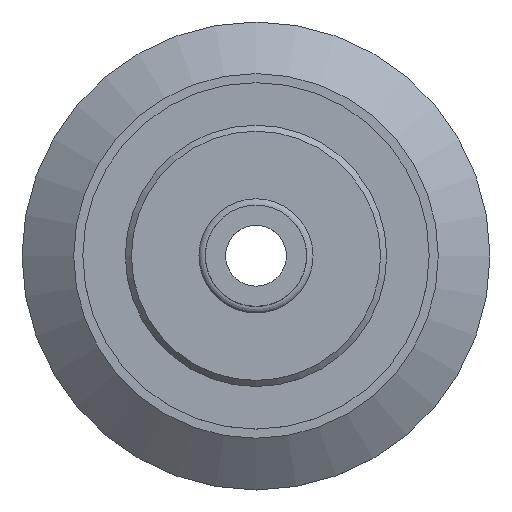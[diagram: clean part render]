
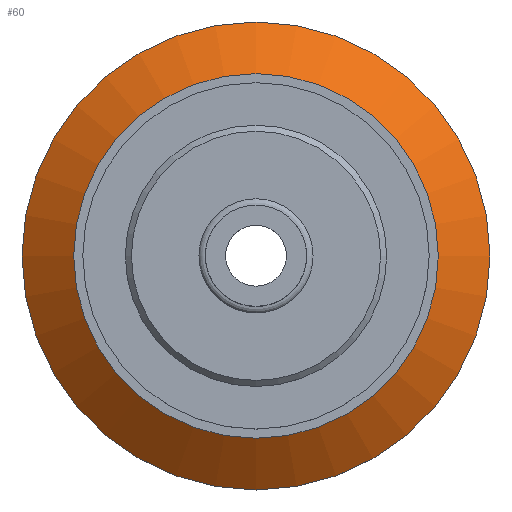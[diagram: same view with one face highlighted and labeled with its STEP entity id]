
A CAD part, top view. The second image highlights one B-rep face of the part: STEP entity #60.
In plain terms, the highlighted conical face has half-angle 52.595 degrees and reference radius 30 mm.
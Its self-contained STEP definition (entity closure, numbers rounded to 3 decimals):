
#60 = ADVANCED_FACE( '', ( #117, #118 ), #119, .T. );
#117 = FACE_OUTER_BOUND( '', #207, .T. );
#118 = FACE_BOUND( '', #208, .T. );
#119 = CONICAL_SURFACE( '', #209, 30., 0.918 );
#207 = EDGE_LOOP( '', ( #339 ) );
#208 = EDGE_LOOP( '', ( #340 ) );
#209 = AXIS2_PLACEMENT_3D( '', #341, #342, #343 );
#339 = ORIENTED_EDGE( '', *, *, #497, .F. );
#340 = ORIENTED_EDGE( '', *, *, #495, .T. );
#341 = CARTESIAN_POINT( '', ( 0., 0., -5. ) );
#342 = DIRECTION( '', ( 0., 0., -1. ) );
#343 = DIRECTION( '', ( -1., 0., 0. ) );
#495 = EDGE_CURVE( '', #569, #569, #570, .T. );
#497 = EDGE_CURVE( '', #573, #573, #574, .T. );
#569 = VERTEX_POINT( '', #671 );
#570 = CIRCLE( '', #672, 30. );
#573 = VERTEX_POINT( '', #675 );
#574 = CIRCLE( '', #676, 38.5 );
#671 = CARTESIAN_POINT( '', ( -30., 0., -5. ) );
#672 = AXIS2_PLACEMENT_3D( '', #780, #781, #782 );
#675 = CARTESIAN_POINT( '', ( -38.5, 0., -11.5 ) );
#676 = AXIS2_PLACEMENT_3D( '', #786, #787, #788 );
#780 = CARTESIAN_POINT( '', ( 0., 0., -5. ) );
#781 = DIRECTION( '', ( 0., 0., -1. ) );
#782 = DIRECTION( '', ( -1., 0., 0. ) );
#786 = CARTESIAN_POINT( '', ( 0., 0., -11.5 ) );
#787 = DIRECTION( '', ( 0., 0., -1. ) );
#788 = DIRECTION( '', ( -1., 0., 0. ) );
